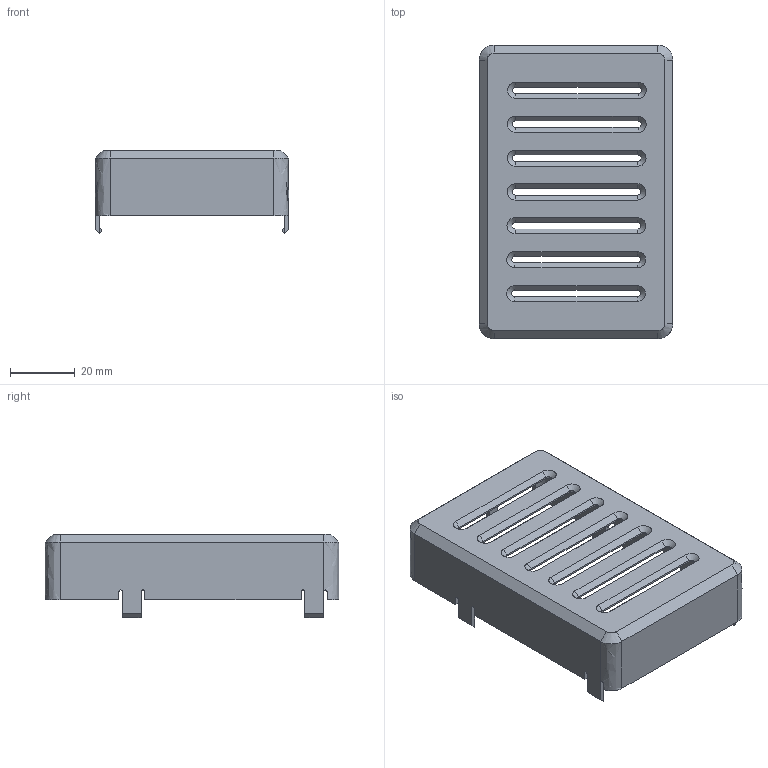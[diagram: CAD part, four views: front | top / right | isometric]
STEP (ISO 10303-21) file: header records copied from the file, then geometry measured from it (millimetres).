
FILE_DESCRIPTION(/* description */ (''),/* implementation_level */ '2;1');
FILE_NAME(/* name */ 'RASPBE~1',/* time_stamp */ '2018-03-11T19:52:24+01:00',/* author */ (''),/* organization */ (''),/* preprocessor_version */ 'ST-DEVELOPER v15',/* originating_system */ '',/* authorisation */ '');
FILE_SCHEMA (('AUTOMOTIVE_DESIGN'));
Length unit declared in the file: millimetre
Products named in the file (2): Document; Raspberry_Case_Top
Assembly tree (1 placements, depth 2):
  Document
    Raspberry_Case_Top
Bounding box: 60 x 91 x 25.95 mm (x, y, z)
Surface area: 19651.6 mm2 (no closed solid volume)
Topology: 0 solids, 1 shells, 167 faces, 448 edges, 275 vertices
Faces by surface type: plane 104, bspline 63
Entity records: 5660 total; most frequent: CARTESIAN_POINT 2819, ORIENTED_EDGE 880, EDGE_CURVE 448, B_SPLINE_CURVE_WITH_KNOTS 348, VERTEX_POINT 275, EDGE_LOOP 181, ADVANCED_FACE 167, FACE_OUTER_BOUND 167
